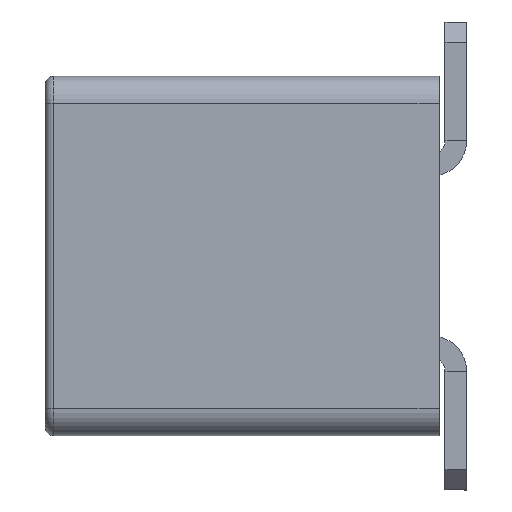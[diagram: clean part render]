
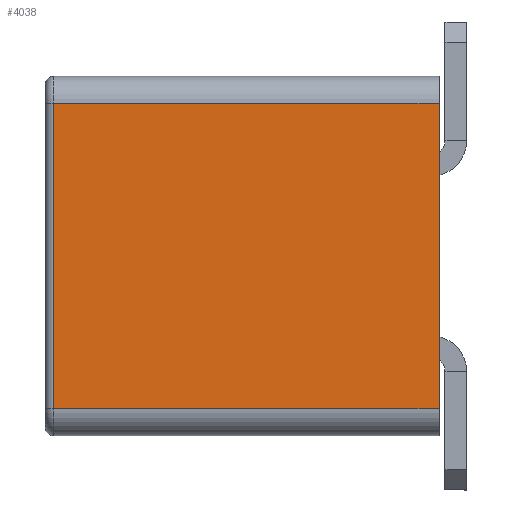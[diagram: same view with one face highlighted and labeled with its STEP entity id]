
A CAD part, left-side view. The second image highlights one B-rep face of the part: STEP entity #4038.
In plain terms, the highlighted planar face has unit normal (-1, 0, 0).
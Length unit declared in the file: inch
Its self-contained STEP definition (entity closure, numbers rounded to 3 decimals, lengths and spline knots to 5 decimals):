
#713 = DIRECTION ( 'NONE',  ( 0., -1., 0. ) ) ;
#771 = CARTESIAN_POINT ( 'NONE',  ( -0.32088, 0.12377, -0.13455 ) ) ;
#951 = CARTESIAN_POINT ( 'NONE',  ( -0.32088, 0.11777, 0.09045 ) ) ;
#1250 = ORIENTED_EDGE ( 'NONE', *, *, #10550, .T. ) ;
#1830 = CARTESIAN_POINT ( 'NONE',  ( -0.32088, -0.16623, 0.09045 ) ) ;
#2355 = PLANE ( 'NONE',  #2416 ) ;
#2398 = CARTESIAN_POINT ( 'NONE',  ( -0.32088, 0.12377, -0.13455 ) ) ;
#2416 = AXIS2_PLACEMENT_3D ( 'NONE', #2398, #9674, #3434 ) ;
#2564 = ORIENTED_EDGE ( 'NONE', *, *, #3790, .T. ) ;
#3434 = DIRECTION ( 'NONE',  ( 0., 0., -1. ) ) ;
#3790 = EDGE_CURVE ( 'NONE', #4349, #11523, #13112, .T. ) ;
#4038 = ADVANCED_FACE ( 'NONE', ( #4768 ), #2355, .F. ) ;
#4349 = VERTEX_POINT ( 'NONE', #11300 ) ;
#4768 = FACE_OUTER_BOUND ( 'NONE', #7876, .T. ) ;
#5063 = VECTOR ( 'NONE', #10240, 39.37008 ) ;
#5211 = VECTOR ( 'NONE', #713, 39.37008 ) ;
#5224 = ORIENTED_EDGE ( 'NONE', *, *, #11048, .T. ) ;
#5408 = LINE ( 'NONE', #12305, #5063 ) ;
#5755 = LINE ( 'NONE', #7567, #8209 ) ;
#6913 = VERTEX_POINT ( 'NONE', #951 ) ;
#7264 = CARTESIAN_POINT ( 'NONE',  ( -0.32088, 0.11777, -0.13455 ) ) ;
#7567 = CARTESIAN_POINT ( 'NONE',  ( -0.32088, -0.16623, -0.13455 ) ) ;
#7649 = LINE ( 'NONE', #7264, #10090 ) ;
#7876 = EDGE_LOOP ( 'NONE', ( #10346, #5224, #2564, #1250 ) ) ;
#8068 = VERTEX_POINT ( 'NONE', #1830 ) ;
#8209 = VECTOR ( 'NONE', #8632, 39.37008 ) ;
#8312 = CARTESIAN_POINT ( 'NONE',  ( -0.32088, -0.16623, -0.13455 ) ) ;
#8332 = DIRECTION ( 'NONE',  ( 0., 0., -1. ) ) ;
#8632 = DIRECTION ( 'NONE',  ( 0., 0., 1. ) ) ;
#9674 = DIRECTION ( 'NONE',  ( 1., 0., 0. ) ) ;
#10090 = VECTOR ( 'NONE', #8332, 39.37008 ) ;
#10240 = DIRECTION ( 'NONE',  ( 0., -1., 0. ) ) ;
#10346 = ORIENTED_EDGE ( 'NONE', *, *, #12236, .F. ) ;
#10550 = EDGE_CURVE ( 'NONE', #11523, #8068, #5755, .T. ) ;
#11048 = EDGE_CURVE ( 'NONE', #6913, #4349, #7649, .T. ) ;
#11300 = CARTESIAN_POINT ( 'NONE',  ( -0.32088, 0.11777, -0.13455 ) ) ;
#11523 = VERTEX_POINT ( 'NONE', #8312 ) ;
#12236 = EDGE_CURVE ( 'NONE', #6913, #8068, #5408, .T. ) ;
#12305 = CARTESIAN_POINT ( 'NONE',  ( -0.32088, 0.12377, 0.09045 ) ) ;
#13112 = LINE ( 'NONE', #771, #5211 ) ;
